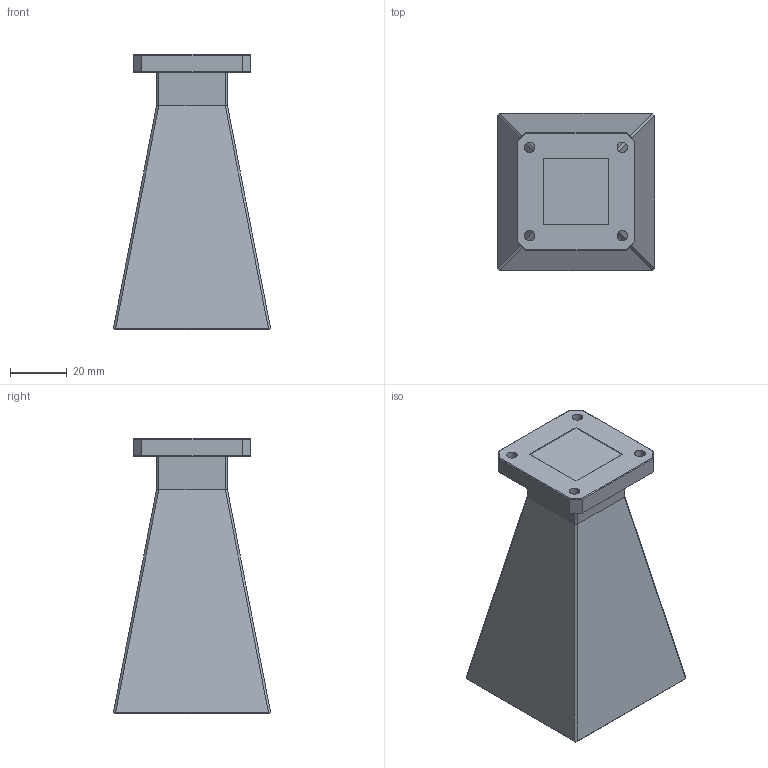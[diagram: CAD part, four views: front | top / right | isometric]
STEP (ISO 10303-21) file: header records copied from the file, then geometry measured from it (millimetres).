
FILE_DESCRIPTION (( 'STEP AP214' ), '1' );
FILE_NAME ('AR-X15-900.STEP', '2023-03-29T18:31:31', ( '' ), ( '' ), 'SwSTEP 2.0', 'SolidWorks 2021', '' );
FILE_SCHEMA (( 'AUTOMOTIVE_DESIGN' ));
Length unit declared in the file: inch
Products named in the file (1): AR-X15-900
Bounding box: 55.21 x 55.21 x 96.52 mm (x, y, z)
Volume: 149944.5 mm3; surface area: 20787.9 mm2
Topology: 1 solids, 1 shells, 60 faces, 144 edges, 88 vertices
Faces by surface type: plane 52, cylinder 8
Entity records: 1748 total; most frequent: CARTESIAN_POINT 293, ORIENTED_EDGE 288, DIRECTION 282, EDGE_CURVE 144, LINE 128, VECTOR 128, VERTEX_POINT 88, AXIS2_PLACEMENT_3D 77
